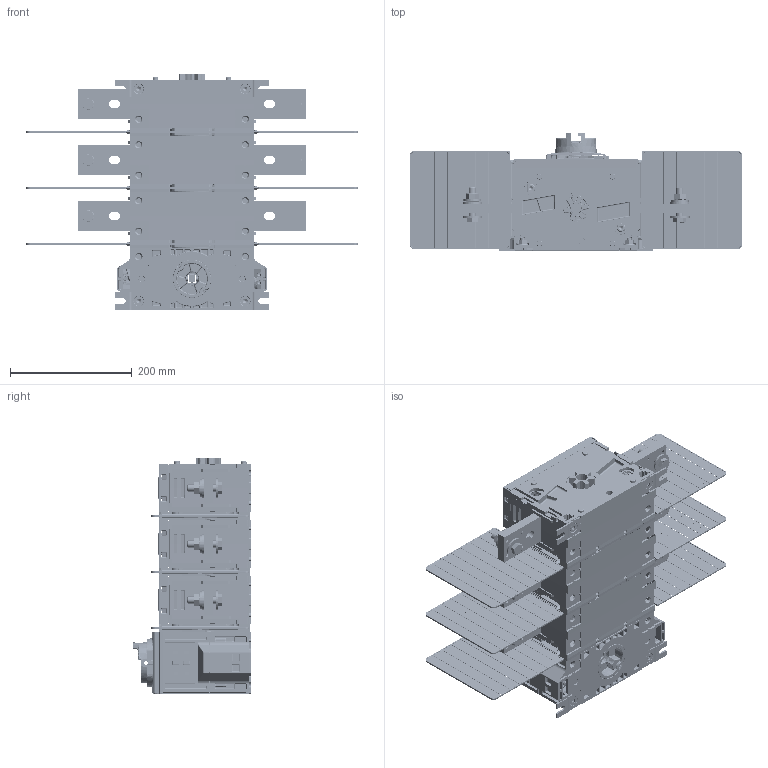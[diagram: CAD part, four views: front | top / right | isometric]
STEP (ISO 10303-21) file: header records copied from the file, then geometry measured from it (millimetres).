
FILE_DESCRIPTION(/* description */ (''),/* implementation_level */ '2;1');
FILE_NAME(/* name */ 'FILE_STP_CAD_DRAWING_3D_GL0801-1600T3UL_prt.stp',/* time_stamp */ '2025-04-14T15:19:02+02:00',/* author */ (''),/* organization */ (''),/* preprocessor_version */ 'ST-DEVELOPER v16.7',/* originating_system */ 'SIEMENS PLM Software NX 12.0',/* authorisation */ '');
FILE_SCHEMA (('AUTOMOTIVE_DESIGN { 1 0 10303 214 3 1 1 1 }'));
Products named in the file (1): 3D_GL0801-1600T3UL
Bounding box: 545.52 x 194.46 x 387.85 mm (x, y, z)
Surface area: 1291120.5 mm2 (no closed solid volume)
Topology: 0 solids, 701 shells, 6922 faces, 26642 edges, 19752 vertices
Faces by surface type: plane 2761, cylinder 2228, bspline 839, sphere 474, cone 364, torus 256
Full cylindrical faces by diameter (mm): 2.5 x8, 7 x1, 7.76 x4, 8.5 x3, 10 x3, 11.732 x6, 13 x2, 15.8 x3, 16.63 x6, 29 x6, 32 x12
Entity records: 312602 total; most frequent: CARTESIAN_POINT 93630, DIRECTION 44183, ORIENTED_EDGE 38246, EDGE_CURVE 26094, VERTEX_POINT 19692, LINE 14821, VECTOR 14821, AXIS2_PLACEMENT_3D 14681
